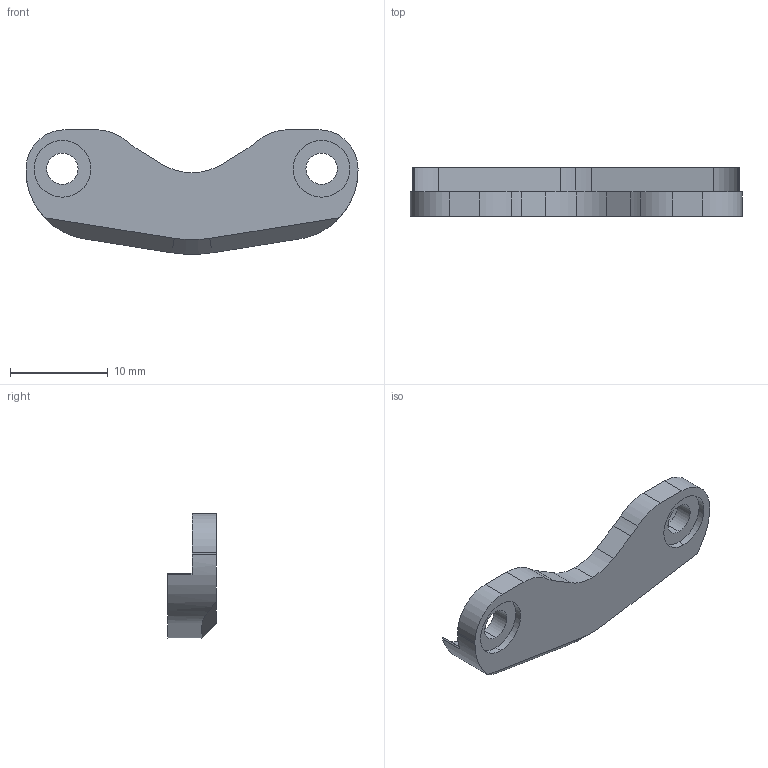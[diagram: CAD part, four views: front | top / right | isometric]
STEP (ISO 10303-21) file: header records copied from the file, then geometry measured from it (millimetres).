
FILE_DESCRIPTION (( 'STEP AP214' ), '1' );
FILE_NAME ('Apex_EVO_Bumper.STEP', '2023-05-31T18:10:02', ( '' ), ( '' ), 'SwSTEP 2.0', 'SolidWorks 2022', '' );
FILE_SCHEMA (( 'AUTOMOTIVE_DESIGN' ));
Length unit declared in the file: millimetre
Products named in the file (1): Apex_EVO_Bumper
Bounding box: 33.94 x 5 x 12.73 mm (x, y, z)
Volume: 939 mm3; surface area: 1047.3 mm2
Topology: 1 solids, 1 shells, 45 faces, 121 edges, 80 vertices
Faces by surface type: cylinder 27, plane 17, cone 1
Entity records: 1478 total; most frequent: DIRECTION 268, CARTESIAN_POINT 253, ORIENTED_EDGE 242, EDGE_CURVE 121, AXIS2_PLACEMENT_3D 103, VERTEX_POINT 80, VECTOR 62, LINE 62
